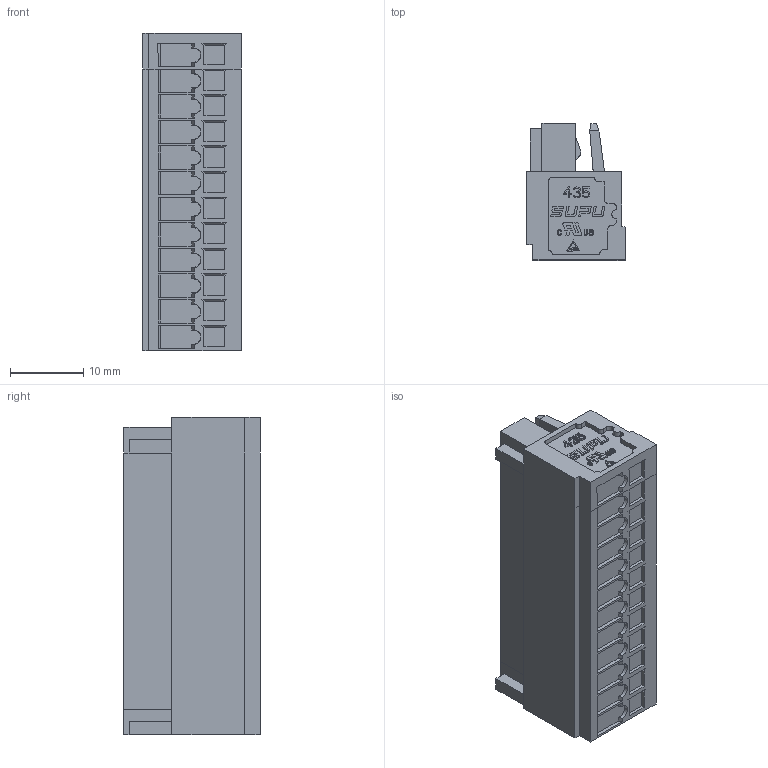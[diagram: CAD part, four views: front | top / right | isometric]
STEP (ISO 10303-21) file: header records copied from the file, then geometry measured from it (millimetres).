
FILE_DESCRIPTION(/* description */ (''),/* implementation_level */ '2;1');
FILE_NAME(/* name */ '435112.stp',/* time_stamp */ '2022-03-28T10:01:19+08:00',/* author */ (''),/* organization */ (''),/* preprocessor_version */ 'ST-DEVELOPER v16',/* originating_system */ 'SIEMENS PLM Software NX 10.0',/* authorisation */ '');
FILE_SCHEMA (('AP203_CONFIGURATION_CONTROLLED_3D_DESIGN_OF_MECHANICAL_PARTS_AND_ASSEMBLIES_MIM_LF { 1 0 10303 403 2 1 2}'));
Length unit declared in the file: millimetre
Products named in the file (1): syf02FF0922Cfjdd
Bounding box: 13.5 x 18.65 x 43.4 mm (x, y, z)
Volume: 7705.8 mm3; surface area: 5143.1 mm2
Topology: 1 solids, 13 shells, 1216 faces, 3294 edges, 2166 vertices
Faces by surface type: plane 1000, cylinder 173, cone 26, sphere 11, extrusion 6
Entity records: 38278 total; most frequent: CARTESIAN_POINT 7590, ORIENTED_EDGE 6566, DIRECTION 5903, EDGE_CURVE 3283, VECTOR 2779, LINE 2773, VERTEX_POINT 2166, AXIS2_PLACEMENT_3D 1562
